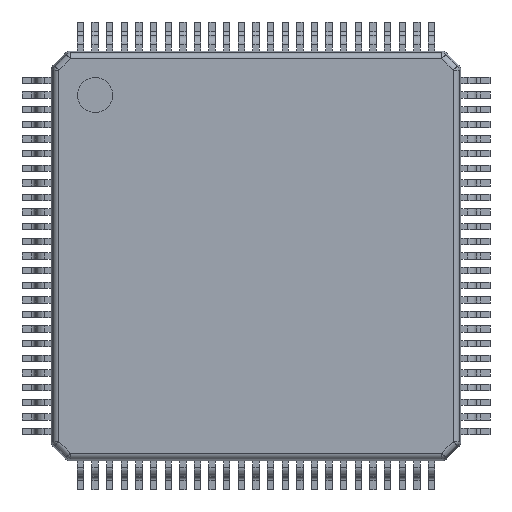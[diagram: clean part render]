
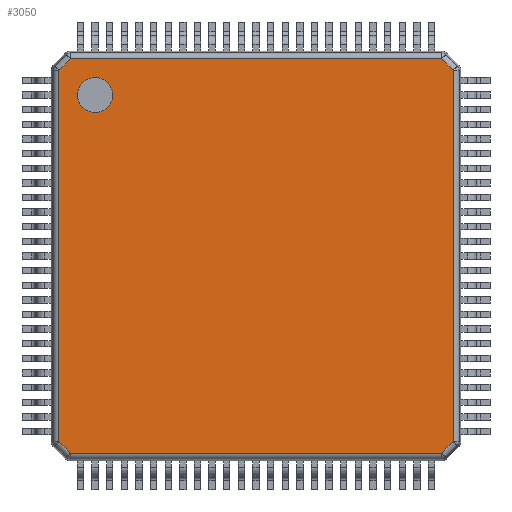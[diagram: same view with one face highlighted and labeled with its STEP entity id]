
A CAD part, top view. The second image highlights one B-rep face of the part: STEP entity #3050.
In plain terms, the highlighted face is planar.
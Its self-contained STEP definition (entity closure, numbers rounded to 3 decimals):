
#1258=DIRECTION('',(-1.,0.,0.));
#1259=VECTOR('',#1258,12.689);
#1260=CARTESIAN_POINT('',(6.344,0.438,-6.745));
#1261=LINE('',#1260,#1259);
#1265=DIRECTION('',(-0.707,0.,-0.707));
#1266=VECTOR('',#1265,0.567);
#1267=CARTESIAN_POINT('',(6.745,0.438,-6.344));
#1268=LINE('',#1267,#1266);
#1272=DIRECTION('',(0.,0.,-1.));
#1273=VECTOR('',#1272,12.689);
#1274=CARTESIAN_POINT('',(6.745,0.438,6.344));
#1275=LINE('',#1274,#1273);
#1279=DIRECTION('',(0.707,0.,-0.707));
#1280=VECTOR('',#1279,0.567);
#1281=CARTESIAN_POINT('',(6.344,0.438,6.745));
#1282=LINE('',#1281,#1280);
#1286=DIRECTION('',(1.,0.,0.));
#1287=VECTOR('',#1286,12.689);
#1288=CARTESIAN_POINT('',(-6.344,0.438,6.745));
#1289=LINE('',#1288,#1287);
#1293=DIRECTION('',(0.707,0.,0.707));
#1294=VECTOR('',#1293,0.567);
#1295=CARTESIAN_POINT('',(-6.745,0.438,6.344));
#1296=LINE('',#1295,#1294);
#1300=DIRECTION('',(0.,0.,1.));
#1301=VECTOR('',#1300,12.689);
#1302=CARTESIAN_POINT('',(-6.745,0.438,-6.344));
#1303=LINE('',#1302,#1301);
#1307=DIRECTION('',(-0.707,0.,0.707));
#1308=VECTOR('',#1307,0.567);
#1309=CARTESIAN_POINT('',(-6.344,0.438,-6.745));
#1310=LINE('',#1309,#1308);
#1314=CARTESIAN_POINT('',(-5.5,0.438,-5.5));
#1315=DIRECTION('',(0.,1.,0.));
#1316=DIRECTION('',(1.,0.,0.));
#1317=AXIS2_PLACEMENT_3D('',#1314,#1315,#1316);
#1322=CARTESIAN_POINT('',(-5.5,0.438,-5.5));
#1323=DIRECTION('',(0.,1.,0.));
#1324=DIRECTION('',(-1.,0.,0.));
#1325=AXIS2_PLACEMENT_3D('',#1322,#1323,#1324);
#1672=CARTESIAN_POINT('',(6.344,0.438,-6.745));
#1673=CARTESIAN_POINT('',(-6.344,0.438,-6.745));
#1674=VERTEX_POINT('',#1672);
#1675=VERTEX_POINT('',#1673);
#1680=CARTESIAN_POINT('',(6.745,0.438,-6.344));
#1681=VERTEX_POINT('',#1680);
#1706=CARTESIAN_POINT('',(6.745,0.438,6.344));
#1707=VERTEX_POINT('',#1706);
#1712=CARTESIAN_POINT('',(6.344,0.438,6.745));
#1713=VERTEX_POINT('',#1712);
#1738=CARTESIAN_POINT('',(-6.344,0.438,6.745));
#1739=VERTEX_POINT('',#1738);
#1756=CARTESIAN_POINT('',(-6.745,0.438,6.344));
#1757=VERTEX_POINT('',#1756);
#1802=CARTESIAN_POINT('',(-6.745,0.438,-6.344));
#1803=VERTEX_POINT('',#1802);
#1808=CARTESIAN_POINT('',(-4.9,0.438,-5.5));
#1809=CARTESIAN_POINT('',(-6.1,0.438,-5.5));
#1810=VERTEX_POINT('',#1808);
#1811=VERTEX_POINT('',#1809);
#3025=CARTESIAN_POINT('',(0.,0.438,0.));
#3026=DIRECTION('',(0.,1.,0.));
#3027=DIRECTION('',(1.,0.,0.));
#3028=AXIS2_PLACEMENT_3D('',#3025,#3026,#3027);
#3029=PLANE('',#3028);
#3030=ORIENTED_EDGE('',*,*,#3007,.F.);
#3031=ORIENTED_EDGE('',*,*,#2638,.F.);
#3032=ORIENTED_EDGE('',*,*,#2665,.F.);
#3033=ORIENTED_EDGE('',*,*,#2692,.F.);
#3035=ORIENTED_EDGE('',*,*,#3034,.F.);
#3037=ORIENTED_EDGE('',*,*,#3036,.F.);
#3039=ORIENTED_EDGE('',*,*,#3038,.F.);
#3041=ORIENTED_EDGE('',*,*,#3040,.F.);
#3042=EDGE_LOOP('',(#3030,#3031,#3032,#3033,#3035,#3037,#3039,#3041));
#3043=FACE_OUTER_BOUND('',#3042,.F.);
#3045=ORIENTED_EDGE('',*,*,#3044,.T.);
#3047=ORIENTED_EDGE('',*,*,#3046,.T.);
#3048=EDGE_LOOP('',(#3045,#3047));
#3049=FACE_BOUND('',#3048,.F.);
#3050=ADVANCED_FACE('',(#3043,#3049),#3029,.T.);
#1318=CIRCLE('',#1317,0.6);
#1326=CIRCLE('',#1325,0.6);
#2638=EDGE_CURVE('',#1681,#1674,#1268,.T.);
#2665=EDGE_CURVE('',#1707,#1681,#1275,.T.);
#2692=EDGE_CURVE('',#1713,#1707,#1282,.T.);
#3007=EDGE_CURVE('',#1674,#1675,#1261,.T.);
#3034=EDGE_CURVE('',#1739,#1713,#1289,.T.);
#3036=EDGE_CURVE('',#1757,#1739,#1296,.T.);
#3038=EDGE_CURVE('',#1803,#1757,#1303,.T.);
#3040=EDGE_CURVE('',#1675,#1803,#1310,.T.);
#3044=EDGE_CURVE('',#1810,#1811,#1318,.T.);
#3046=EDGE_CURVE('',#1811,#1810,#1326,.T.);
